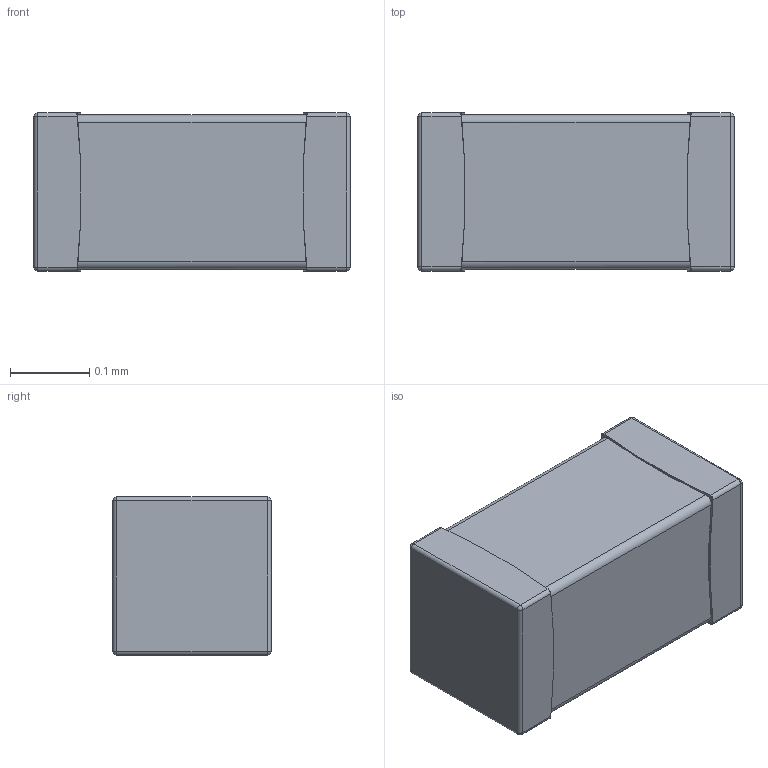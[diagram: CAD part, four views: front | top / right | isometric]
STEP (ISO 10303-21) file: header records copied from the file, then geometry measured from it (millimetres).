
FILE_DESCRIPTION (( 'STEP AP214' ), '1' );
FILE_NAME ('C01005_L0.4-W0.2-H0.2.step', '2022-07-01T06:11:03', ( '' ), ( '' ), 'SwSTEP 2.0', 'SolidWorks 2020', '' );
FILE_SCHEMA (( 'AUTOMOTIVE_DESIGN' ));
Length unit declared in the file: millimetre
Products named in the file (1): C01005_L0.4-W0.2-H0.2
Bounding box: 0.4 x 0.2 x 0.2 mm (x, y, z)
Volume: 0 mm3; surface area: 0.4 mm2
Topology: 1 solids, 1 shells, 365 faces, 971 edges, 626 vertices
Faces by surface type: plane 201, bspline 112, cylinder 44, sphere 8
Entity records: 16597 total; most frequent: CARTESIAN_POINT 4410, ORIENTED_EDGE 1926, DIRECTION 1235, EDGE_CURVE 963, VERTEX_POINT 626, LINE 615, VECTOR 615, EDGE_LOOP 391
